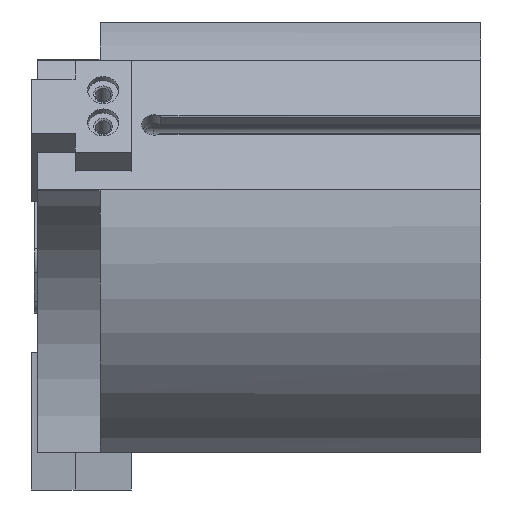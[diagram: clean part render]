
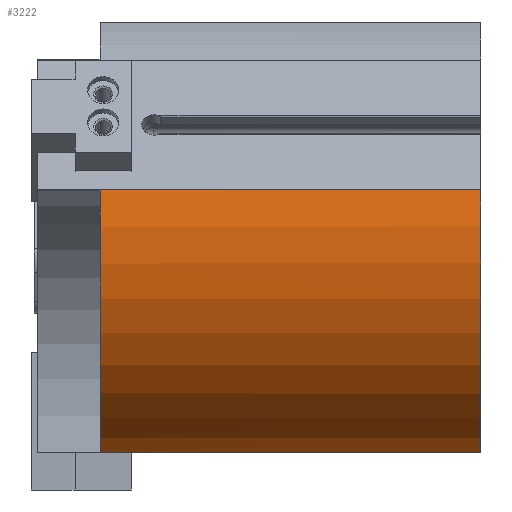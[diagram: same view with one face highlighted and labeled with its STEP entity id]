
A CAD part, left-side view. The second image highlights one B-rep face of the part: STEP entity #3222.
In plain terms, the highlighted cylindrical face has radius 37 mm (diameter 74 mm), a partial arc.
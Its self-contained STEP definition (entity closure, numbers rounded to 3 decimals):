
#157=CYLINDRICAL_SURFACE('',#3516,37.);
#218=CIRCLE('',#3444,37.);
#220=CIRCLE('',#3446,37.);
#252=CIRCLE('',#3507,37.);
#260=CIRCLE('',#3517,37.);
#606=ORIENTED_EDGE('',*,*,#1436,.F.);
#607=ORIENTED_EDGE('',*,*,#1437,.T.);
#608=ORIENTED_EDGE('',*,*,#1278,.F.);
#609=ORIENTED_EDGE('',*,*,#1313,.T.);
#610=ORIENTED_EDGE('',*,*,#1416,.T.);
#611=ORIENTED_EDGE('',*,*,#1282,.F.);
#612=ORIENTED_EDGE('',*,*,#1280,.F.);
#613=ORIENTED_EDGE('',*,*,#1438,.T.);
#1278=EDGE_CURVE('',#1718,#1719,#218,.T.);
#1280=EDGE_CURVE('',#1720,#1699,#220,.T.);
#1282=EDGE_CURVE('',#1699,#1722,#2031,.T.);
#1313=EDGE_CURVE('',#1718,#1749,#2060,.T.);
#1416=EDGE_CURVE('',#1749,#1722,#252,.T.);
#1436=EDGE_CURVE('',#1841,#1842,#260,.T.);
#1437=EDGE_CURVE('',#1841,#1719,#2128,.T.);
#1438=EDGE_CURVE('',#1720,#1842,#2129,.F.);
#1699=VERTEX_POINT('',#4847);
#1718=VERTEX_POINT('',#4885);
#1719=VERTEX_POINT('',#4887);
#1720=VERTEX_POINT('',#4889);
#1722=VERTEX_POINT('',#4895);
#1749=VERTEX_POINT('',#4955);
#1841=VERTEX_POINT('',#5264);
#1842=VERTEX_POINT('',#5265);
#2031=LINE('',#4894,#2290);
#2060=LINE('',#4956,#2319);
#2128=LINE('',#5266,#2387);
#2129=LINE('',#5267,#2388);
#2290=VECTOR('',#3871,1000.);
#2319=VECTOR('',#3910,1000.);
#2387=VECTOR('',#4108,1000.);
#2388=VECTOR('',#4109,1000.);
#2563=EDGE_LOOP('',(#606,#607,#608,#609,#610,#611,#612,#613));
#2845=FACE_BOUND('',#2563,.T.);
#3222=ADVANCED_FACE('',(#2845),#157,.T.);
#3444=AXIS2_PLACEMENT_3D('',#4886,#3862,#3863);
#3446=AXIS2_PLACEMENT_3D('',#4890,#3866,#3867);
#3507=AXIS2_PLACEMENT_3D('',#5230,#4074,#4075);
#3516=AXIS2_PLACEMENT_3D('',#5262,#4104,#4105);
#3517=AXIS2_PLACEMENT_3D('',#5263,#4106,#4107);
#3862=DIRECTION('',(0.,1.,0.));
#3863=DIRECTION('',(1.,0.,0.));
#3866=DIRECTION('',(0.,1.,0.));
#3867=DIRECTION('',(1.,0.,0.));
#3871=DIRECTION('',(0.,-1.,0.));
#3910=DIRECTION('',(0.,-1.,0.));
#4074=DIRECTION('',(0.,1.,0.));
#4075=DIRECTION('',(1.,0.,0.));
#4104=DIRECTION('',(0.,-1.,0.));
#4105=DIRECTION('',(0.,0.,-1.));
#4106=DIRECTION('',(0.,1.,0.));
#4107=DIRECTION('',(0.,0.,1.));
#4108=DIRECTION('',(0.,1.,0.));
#4109=DIRECTION('',(0.,1.,0.));
#4847=CARTESIAN_POINT('',(-36.311,71.,7.108));
#4885=CARTESIAN_POINT('',(-12.,71.,-35.));
#4886=CARTESIAN_POINT('',(0.,71.,0.));
#4887=CARTESIAN_POINT('',(-12.155,71.,-34.946));
#4889=CARTESIAN_POINT('',(-36.342,71.,6.946));
#4890=CARTESIAN_POINT('',(0.,71.,0.));
#4894=CARTESIAN_POINT('',(-36.311,71.,7.108));
#4895=CARTESIAN_POINT('',(-36.311,0.,7.108));
#4955=CARTESIAN_POINT('',(-12.,0.,-35.));
#4956=CARTESIAN_POINT('',(-12.,71.,-35.));
#5230=CARTESIAN_POINT('',(0.,0.,0.));
#5262=CARTESIAN_POINT('',(0.,71.,0.));
#5263=CARTESIAN_POINT('',(0.,61.,0.));
#5264=CARTESIAN_POINT('',(-12.155,61.,-34.946));
#5265=CARTESIAN_POINT('',(-36.342,61.,6.946));
#5266=CARTESIAN_POINT('',(-12.155,66.,-34.946));
#5267=CARTESIAN_POINT('',(-36.342,66.,6.946));
